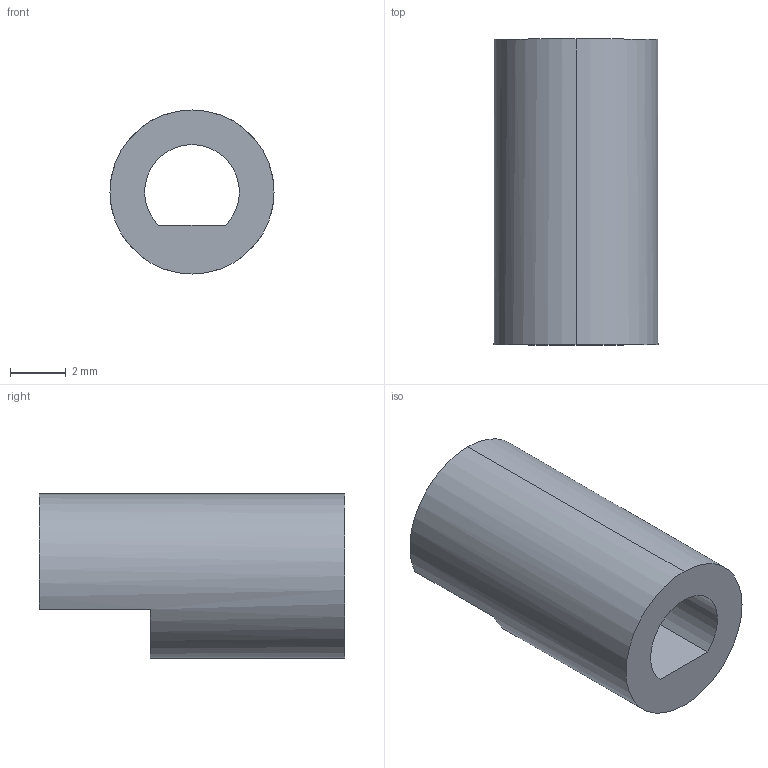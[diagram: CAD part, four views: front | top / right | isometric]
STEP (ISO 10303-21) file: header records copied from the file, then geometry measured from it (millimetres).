
FILE_DESCRIPTION (( 'STEP AP203' ), '1' );
FILE_NAME ('Omniwheel_x4_Adapter.STEP', '2023-12-13T15:33:59', ( '' ), ( '' ), 'SwSTEP 2.0', 'SolidWorks 2023', '' );
FILE_SCHEMA (( 'CONFIG_CONTROL_DESIGN' ));
Length unit declared in the file: millimetre
Products named in the file (1): Omniwheel_x4_Adapter
Bounding box: 5.9 x 11 x 5.9 mm (x, y, z)
Volume: 182.8 mm3; surface area: 331.7 mm2
Topology: 1 solids, 1 shells, 9 faces, 22 edges, 14 vertices
Faces by surface type: plane 6, cylinder 3
Entity records: 349 total; most frequent: DIRECTION 50, CARTESIAN_POINT 46, ORIENTED_EDGE 44, EDGE_CURVE 22, AXIS2_PLACEMENT_3D 18, VECTOR 14, LINE 14, VERTEX_POINT 14
